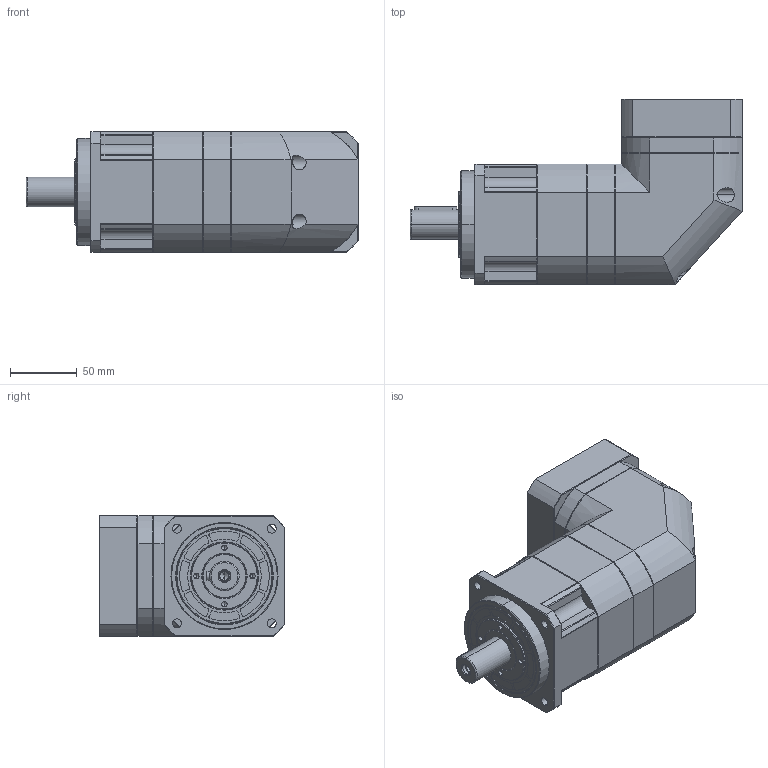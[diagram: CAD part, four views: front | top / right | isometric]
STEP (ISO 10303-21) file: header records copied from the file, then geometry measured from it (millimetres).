
FILE_DESCRIPTION((''),'2;1');
FILE_NAME('TMR090-L2-S2-P2-F-0003_ASM','2024-06-11T14:17:12',('mayn'),(''),'CREO PARAMETRIC BY PTC INC, 2020053','CREO PARAMETRIC BY PTC INC, 2020053','');
FILE_SCHEMA(('CONFIG_CONTROL_DESIGN'));
Length unit declared in the file: millimetre
Products named in the file (20): HEXAGON_SOCKET_HEAD_CAP_SCR-935; HEX_SOCKET_SET_SCREWS_WITH_FLAT; SPRING_LOCK_WASHERS--NORM-20979; SPRING_LOCK_WASHERS--NORMAL-834; HEXAGON_SOCKET_HEAD_CAP_S-20932; TMR90190001; TMR900004; 40X50X500; TMR900002; TMR900001; HEXAGON_SOCKET_HEAD_CAP_S-11186; AKB90_D80-M6-100F90001; TMR900003; __10001; 500; _TM900001_ASM; HEXAGON_SOCKET_HEAD_CAP_SCR-884; TM900001; TMR90L2-80-19-45-M0001_ASM; TMR090-L2-S2-P2-F-0003_ASM
Assembly tree (45 placements, depth 4):
  TMR090-L2-S2-P2-F-0003_ASM
    TMR90L2-80-19-45-M0001_ASM
      HEXAGON_SOCKET_HEAD_CAP_SCR-935  x6
      HEX_SOCKET_SET_SCREWS_WITH_FLAT
      SPRING_LOCK_WASHERS--NORM-20979  x4
      SPRING_LOCK_WASHERS--NORMAL-834  x12
      HEXAGON_SOCKET_HEAD_CAP_S-20932  x6
      TMR90190001
      TMR900004
      40X50X500
      TMR900002
      TMR900001
      HEXAGON_SOCKET_HEAD_CAP_S-11186
      AKB90_D80-M6-100F90001
      TMR900003
      _TM900001_ASM
        __10001
        500
      HEXAGON_SOCKET_HEAD_CAP_SCR-884  x3
      TM900001
Bounding box: 248 x 138.5 x 90 mm (x, y, z)
Volume: 1600815.1 mm3; surface area: 238646.7 mm2
Topology: 43 solids, 43 shells, 1321 faces, 3278 edges, 2070 vertices
Faces by surface type: cylinder 561, plane 526, cone 186, torus 48
Entity records: 28468 total; most frequent: CARTESIAN_POINT 5534, DIRECTION 5171, ORIENTED_EDGE 4480, EDGE_CURVE 2240, AXIS2_PLACEMENT_3D 2108, VERTEX_POINT 1450, CIRCLE 1118, EDGE_LOOP 1034
